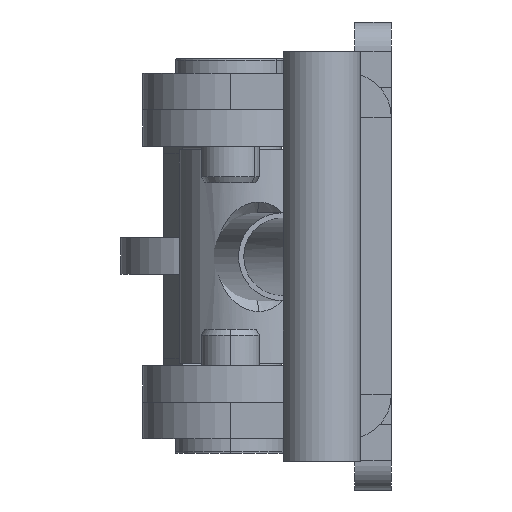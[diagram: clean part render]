
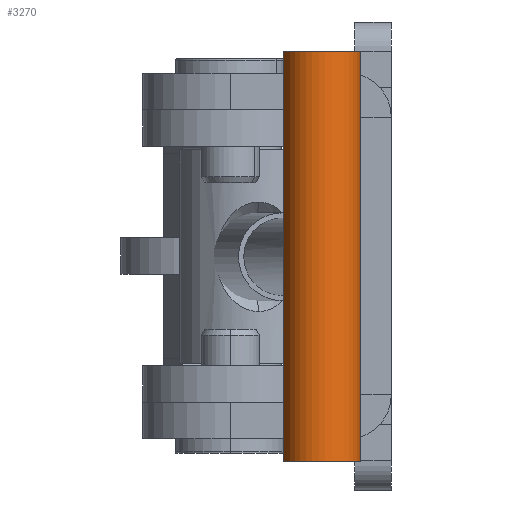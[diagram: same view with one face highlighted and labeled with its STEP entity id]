
A CAD part, left-side view. The second image highlights one B-rep face of the part: STEP entity #3270.
In plain terms, the highlighted cylindrical face has radius 2.64 mm (diameter 5.28 mm), a partial arc.
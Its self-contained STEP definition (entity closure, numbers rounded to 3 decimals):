
#100 = VERTEX_POINT ( 'NONE', #2436 ) ;
#148 = FACE_OUTER_BOUND ( 'NONE', #1725, .T. ) ;
#154 = CARTESIAN_POINT ( 'NONE',  ( -2.64, 65., 0. ) ) ;
#329 = EDGE_CURVE ( 'NONE', #2814, #100, #4242, .T. ) ;
#427 = DIRECTION ( 'NONE',  ( 0., 0., -1. ) ) ;
#451 = CARTESIAN_POINT ( 'NONE',  ( 2.64, 65., 14. ) ) ;
#631 = DIRECTION ( 'NONE',  ( 0., 0., -1. ) ) ;
#640 = DIRECTION ( 'NONE',  ( 0., 0., 1. ) ) ;
#722 = DIRECTION ( 'NONE',  ( 0., 0., -1. ) ) ;
#747 = VECTOR ( 'NONE', #2891, 1000. ) ;
#822 = EDGE_CURVE ( 'NONE', #4310, #2814, #4025, .T. ) ;
#862 = AXIS2_PLACEMENT_3D ( 'NONE', #3524, #3529, #3591 ) ;
#878 = CARTESIAN_POINT ( 'NONE',  ( -2.64, 65., 14. ) ) ;
#917 = VECTOR ( 'NONE', #427, 1000. ) ;
#1209 = VECTOR ( 'NONE', #631, 1000. ) ;
#1300 = DIRECTION ( 'NONE',  ( 1., 0., 0. ) ) ;
#1305 = DIRECTION ( 'NONE',  ( 0., 0., 1. ) ) ;
#1316 = CARTESIAN_POINT ( 'NONE',  ( 0., 65., 14. ) ) ;
#1390 = VECTOR ( 'NONE', #722, 1000. ) ;
#1473 = VERTEX_POINT ( 'NONE', #1608 ) ;
#1525 = CIRCLE ( 'NONE', #4341, 2.64 ) ;
#1608 = CARTESIAN_POINT ( 'NONE',  ( 2.64, 65., 14. ) ) ;
#1645 = ORIENTED_EDGE ( 'NONE', *, *, #822, .F. ) ;
#1725 = EDGE_LOOP ( 'NONE', ( #2852, #2531, #1838, #2104, #1887, #1645 ) ) ;
#1751 = VERTEX_POINT ( 'NONE', #3022 ) ;
#1814 = CARTESIAN_POINT ( 'NONE',  ( 0., 65., -14. ) ) ;
#1838 = ORIENTED_EDGE ( 'NONE', *, *, #2299, .T. ) ;
#1881 = LINE ( 'NONE', #451, #917 ) ;
#1887 = ORIENTED_EDGE ( 'NONE', *, *, #329, .F. ) ;
#1987 = EDGE_CURVE ( 'NONE', #1473, #4151, #1881, .T. ) ;
#2045 = CARTESIAN_POINT ( 'NONE',  ( -2.64, 65., 14. ) ) ;
#2104 = ORIENTED_EDGE ( 'NONE', *, *, #2671, .T. ) ;
#2167 = CARTESIAN_POINT ( 'NONE',  ( -2.64, 65., 14. ) ) ;
#2299 = EDGE_CURVE ( 'NONE', #4151, #1751, #2991, .T. ) ;
#2319 = AXIS2_PLACEMENT_3D ( 'NONE', #1316, #1305, #1300 ) ;
#2394 = CIRCLE ( 'NONE', #2319, 2.64 ) ;
#2436 = CARTESIAN_POINT ( 'NONE',  ( -2.64, 65., -14. ) ) ;
#2531 = ORIENTED_EDGE ( 'NONE', *, *, #1987, .T. ) ;
#2666 = CYLINDRICAL_SURFACE ( 'NONE', #862, 2.64 ) ;
#2671 = EDGE_CURVE ( 'NONE', #1751, #100, #1525, .T. ) ;
#2814 = VERTEX_POINT ( 'NONE', #154 ) ;
#2852 = ORIENTED_EDGE ( 'NONE', *, *, #3700, .F. ) ;
#2874 = DIRECTION ( 'NONE',  ( 1., 0., 0. ) ) ;
#2891 = DIRECTION ( 'NONE',  ( 0., 0., -1. ) ) ;
#2991 = LINE ( 'NONE', #4152, #1209 ) ;
#3022 = CARTESIAN_POINT ( 'NONE',  ( 2.64, 65., -14. ) ) ;
#3270 = ADVANCED_FACE ( 'NONE', ( #148 ), #2666, .T. ) ;
#3391 = CARTESIAN_POINT ( 'NONE',  ( 2.64, 65., 0. ) ) ;
#3524 = CARTESIAN_POINT ( 'NONE',  ( 0., 65., 14. ) ) ;
#3529 = DIRECTION ( 'NONE',  ( 0., 0., -1. ) ) ;
#3591 = DIRECTION ( 'NONE',  ( -1., 0., 0. ) ) ;
#3700 = EDGE_CURVE ( 'NONE', #1473, #4310, #2394, .T. ) ;
#4025 = LINE ( 'NONE', #2045, #1390 ) ;
#4151 = VERTEX_POINT ( 'NONE', #3391 ) ;
#4152 = CARTESIAN_POINT ( 'NONE',  ( 2.64, 65., 14. ) ) ;
#4242 = LINE ( 'NONE', #2167, #747 ) ;
#4310 = VERTEX_POINT ( 'NONE', #878 ) ;
#4341 = AXIS2_PLACEMENT_3D ( 'NONE', #1814, #640, #2874 ) ;
